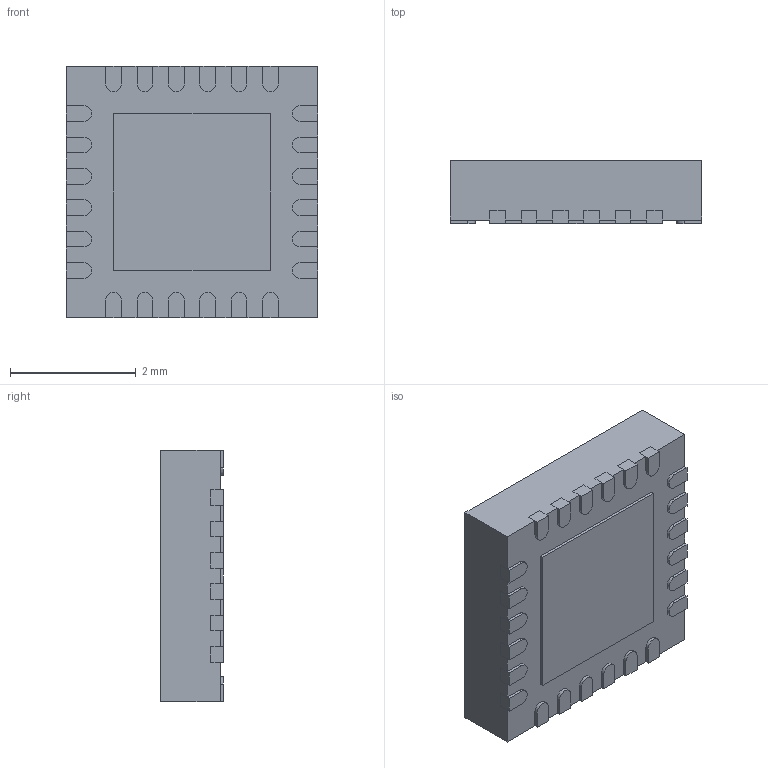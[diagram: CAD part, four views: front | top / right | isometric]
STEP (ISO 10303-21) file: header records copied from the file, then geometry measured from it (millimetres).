
FILE_DESCRIPTION (( 'STEP AP214' ), '1' );
FILE_NAME ('LAN8742A-CZ-TR.STEP', '2024-10-21T08:25:00', ( 'LENOVO' ), ( '' ), 'SwSTEP 2.0', 'SolidWorks 2021', '' );
FILE_SCHEMA (( 'AUTOMOTIVE_DESIGN' ));
Length unit declared in the file: millimetre
Products named in the file (1): LAN8742A-CZ-TR
Bounding box: 4 x 1 x 4 mm (x, y, z)
Volume: 15.6 mm3; surface area: 76.3 mm2
Topology: 27 solids, 27 shells, 276 faces, 660 edges, 440 vertices
Faces by surface type: plane 212, cylinder 64
Entity records: 8220 total; most frequent: CARTESIAN_POINT 1377, DIRECTION 1342, ORIENTED_EDGE 1320, EDGE_CURVE 660, VECTOR 532, LINE 532, VERTEX_POINT 440, AXIS2_PLACEMENT_3D 405
